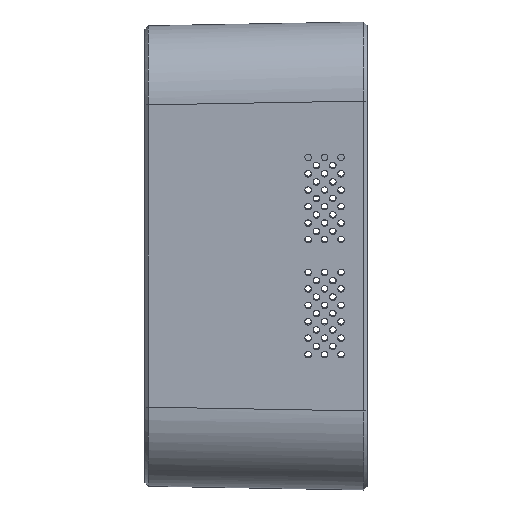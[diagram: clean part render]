
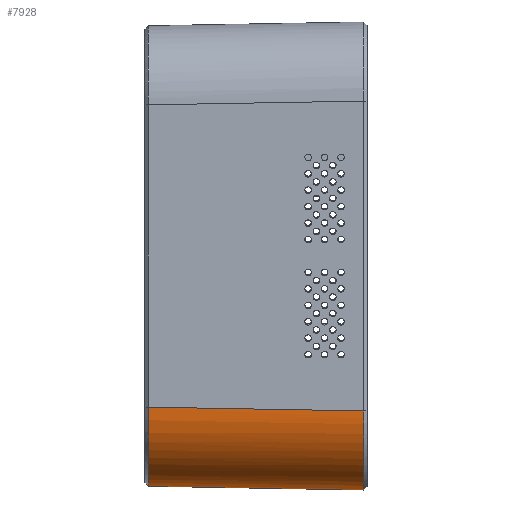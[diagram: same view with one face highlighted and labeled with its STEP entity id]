
A CAD part, left-side view. The second image highlights one B-rep face of the part: STEP entity #7928.
In plain terms, the highlighted cylindrical face has radius 24.05 mm (diameter 48.1 mm), a partial arc.
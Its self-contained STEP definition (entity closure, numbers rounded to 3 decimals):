
#45=B_SPLINE_CURVE_WITH_KNOTS('',3,(#13220,#13221,#13222,#13223,#13224,
#13225,#13226,#13227,#13228),.UNSPECIFIED.,.F.,.F.,(4,1,1,1,1,1,4),(0.,
0.25,0.375,0.5,0.625,0.75,1.),.UNSPECIFIED.);
#48=B_SPLINE_CURVE_WITH_KNOTS('',3,(#13280,#13281,#13282,#13283,#13284,
#13285,#13286,#13287,#13288),.UNSPECIFIED.,.F.,.F.,(4,1,1,1,1,1,4),(0.,
0.25,0.375,0.5,0.625,0.75,1.),.UNSPECIFIED.);
#798=CYLINDRICAL_SURFACE('',#8834,24.05);
#1170=LINE('',#13709,#1570);
#1171=LINE('',#13710,#1571);
#1570=VECTOR('',#10967,1000.);
#1571=VECTOR('',#10968,1000.);
#2727=ORIENTED_EDGE('',*,*,#4373,.T.);
#2728=ORIENTED_EDGE('',*,*,#4320,.T.);
#2729=ORIENTED_EDGE('',*,*,#4374,.F.);
#2730=ORIENTED_EDGE('',*,*,#4316,.T.);
#4316=EDGE_CURVE('',#5126,#5129,#45,.T.);
#4320=EDGE_CURVE('',#5132,#5127,#48,.T.);
#4373=EDGE_CURVE('',#5129,#5132,#1170,.T.);
#4374=EDGE_CURVE('',#5126,#5127,#1171,.T.);
#5126=VERTEX_POINT('',#13188);
#5127=VERTEX_POINT('',#13193);
#5129=VERTEX_POINT('',#13218);
#5132=VERTEX_POINT('',#13265);
#5807=EDGE_LOOP('',(#2727,#2728,#2729,#2730));
#6919=FACE_BOUND('',#5807,.T.);
#7928=ADVANCED_FACE('',(#6919),#798,.T.);
#8834=AXIS2_PLACEMENT_3D('',#13708,#10965,#10966);
#10965=DIRECTION('',(-0.017,-1.,-0.017));
#10966=DIRECTION('',(0.,-0.017,1.));
#10967=DIRECTION('',(-0.017,-1.,-0.017));
#10968=DIRECTION('',(-0.017,-1.,-0.017));
#13188=CARTESIAN_POINT('',(-70.001,76.827,-45.955));
#13193=CARTESIAN_POINT('',(-71.144,11.317,-47.098));
#13218=CARTESIAN_POINT('',(-45.955,76.827,-70.001));
#13220=CARTESIAN_POINT('',(-70.001,76.827,-45.955));
#13221=CARTESIAN_POINT('',(-70.001,76.83,-49.273));
#13222=CARTESIAN_POINT('',(-68.961,76.834,-54.106));
#13223=CARTESIAN_POINT('',(-65.946,76.835,-59.578));
#13224=CARTESIAN_POINT('',(-63.056,76.835,-63.056));
#13225=CARTESIAN_POINT('',(-59.578,76.835,-65.946));
#13226=CARTESIAN_POINT('',(-54.106,76.834,-68.961));
#13227=CARTESIAN_POINT('',(-49.273,76.83,-70.001));
#13228=CARTESIAN_POINT('',(-45.955,76.827,-70.001));
#13265=CARTESIAN_POINT('',(-47.098,11.317,-71.144));
#13280=CARTESIAN_POINT('',(-47.098,11.317,-71.144));
#13281=CARTESIAN_POINT('',(-50.417,11.32,-71.144));
#13282=CARTESIAN_POINT('',(-55.25,11.324,-70.104));
#13283=CARTESIAN_POINT('',(-60.721,11.325,-67.09));
#13284=CARTESIAN_POINT('',(-64.2,11.325,-64.2));
#13285=CARTESIAN_POINT('',(-67.089,11.325,-60.721));
#13286=CARTESIAN_POINT('',(-70.104,11.324,-55.25));
#13287=CARTESIAN_POINT('',(-71.144,11.32,-50.417));
#13288=CARTESIAN_POINT('',(-71.144,11.317,-47.098));
#13708=CARTESIAN_POINT('',(-45.989,74.41,-45.989));
#13709=CARTESIAN_POINT('',(-45.989,74.83,-70.036));
#13710=CARTESIAN_POINT('',(-70.036,74.83,-45.989));
